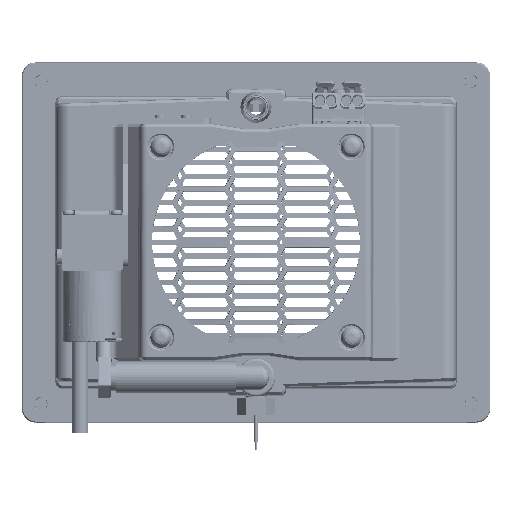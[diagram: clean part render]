
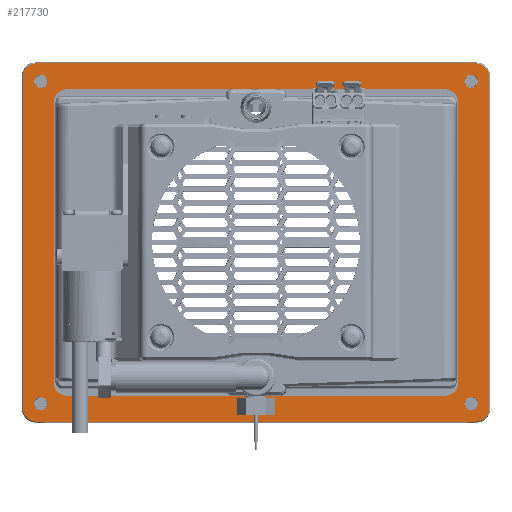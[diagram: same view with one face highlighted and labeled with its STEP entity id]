
A CAD part, top view. The second image highlights one B-rep face of the part: STEP entity #217730.
In plain terms, the highlighted face is planar.
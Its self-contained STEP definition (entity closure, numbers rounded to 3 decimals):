
#217249=CARTESIAN_POINT('',(82.5,62.25,0.));
#217250=DIRECTION('',(0.,0.,1.));
#217251=DIRECTION('',(1.,0.,0.));
#217252=AXIS2_PLACEMENT_3D('',#217249,#217250,#217251);
#217254=CARTESIAN_POINT('',(-82.5,62.25,0.));
#217255=DIRECTION('',(0.,0.,1.));
#217256=DIRECTION('',(0.,1.,0.));
#217257=AXIS2_PLACEMENT_3D('',#217254,#217255,#217256);
#217259=CARTESIAN_POINT('',(-82.5,-62.25,0.));
#217260=DIRECTION('',(0.,0.,1.));
#217261=DIRECTION('',(-1.,0.,0.));
#217262=AXIS2_PLACEMENT_3D('',#217259,#217260,#217261);
#217264=CARTESIAN_POINT('',(82.5,-62.25,0.));
#217265=DIRECTION('',(0.,0.,1.));
#217266=DIRECTION('',(0.,-1.,0.));
#217267=AXIS2_PLACEMENT_3D('',#217264,#217265,#217266);
#217269=CARTESIAN_POINT('',(-80.75,60.5,0.));
#217270=DIRECTION('',(0.,0.,-1.));
#217271=DIRECTION('',(-1.,0.,0.));
#217272=AXIS2_PLACEMENT_3D('',#217269,#217270,#217271);
#217274=CARTESIAN_POINT('',(-80.75,60.5,0.));
#217275=DIRECTION('',(0.,0.,-1.));
#217276=DIRECTION('',(1.,0.,0.));
#217277=AXIS2_PLACEMENT_3D('',#217274,#217275,#217276);
#217279=CARTESIAN_POINT('',(80.75,-60.5,0.));
#217280=DIRECTION('',(0.,0.,-1.));
#217281=DIRECTION('',(-1.,0.,0.));
#217282=AXIS2_PLACEMENT_3D('',#217279,#217280,#217281);
#217284=CARTESIAN_POINT('',(80.75,-60.5,0.));
#217285=DIRECTION('',(0.,0.,-1.));
#217286=DIRECTION('',(1.,0.,0.));
#217287=AXIS2_PLACEMENT_3D('',#217284,#217285,#217286);
#217289=CARTESIAN_POINT('',(-80.75,-60.5,0.));
#217290=DIRECTION('',(0.,0.,-1.));
#217291=DIRECTION('',(-1.,0.,0.));
#217292=AXIS2_PLACEMENT_3D('',#217289,#217290,#217291);
#217294=CARTESIAN_POINT('',(-80.75,-60.5,0.));
#217295=DIRECTION('',(0.,0.,-1.));
#217296=DIRECTION('',(1.,0.,0.));
#217297=AXIS2_PLACEMENT_3D('',#217294,#217295,#217296);
#217299=CARTESIAN_POINT('',(71.,52.5,0.));
#217300=DIRECTION('',(0.,0.,-1.));
#217301=DIRECTION('',(0.,1.,0.));
#217302=AXIS2_PLACEMENT_3D('',#217299,#217300,#217301);
#217304=CARTESIAN_POINT('',(71.,-52.5,0.));
#217305=DIRECTION('',(0.,0.,-1.));
#217306=DIRECTION('',(1.,0.,0.));
#217307=AXIS2_PLACEMENT_3D('',#217304,#217305,#217306);
#217309=CARTESIAN_POINT('',(-71.,-52.5,0.));
#217310=DIRECTION('',(0.,0.,-1.));
#217311=DIRECTION('',(0.,-1.,0.));
#217312=AXIS2_PLACEMENT_3D('',#217309,#217310,#217311);
#217314=CARTESIAN_POINT('',(-71.,52.5,0.));
#217315=DIRECTION('',(0.,0.,-1.));
#217316=DIRECTION('',(-1.,0.,0.));
#217317=AXIS2_PLACEMENT_3D('',#217314,#217315,#217316);
#217319=CARTESIAN_POINT('',(80.75,60.5,0.));
#217320=DIRECTION('',(0.,0.,-1.));
#217321=DIRECTION('',(-1.,0.,0.));
#217322=AXIS2_PLACEMENT_3D('',#217319,#217320,#217321);
#217324=CARTESIAN_POINT('',(80.75,60.5,0.));
#217325=DIRECTION('',(0.,0.,-1.));
#217326=DIRECTION('',(1.,0.,0.));
#217327=AXIS2_PLACEMENT_3D('',#217324,#217325,#217326);
#217337=DIRECTION('',(0.,-1.,0.));
#217338=VECTOR('',#217337,124.5);
#217339=CARTESIAN_POINT('',(87.5,62.25,0.));
#217340=LINE('',#217339,#217338);
#217349=DIRECTION('',(-1.,0.,0.));
#217350=VECTOR('',#217349,165.);
#217351=CARTESIAN_POINT('',(82.5,-67.25,0.));
#217352=LINE('',#217351,#217350);
#217361=DIRECTION('',(0.,1.,0.));
#217362=VECTOR('',#217361,124.5);
#217363=CARTESIAN_POINT('',(-87.5,-62.25,0.));
#217364=LINE('',#217363,#217362);
#217373=DIRECTION('',(1.,0.,0.));
#217374=VECTOR('',#217373,165.);
#217375=CARTESIAN_POINT('',(-82.5,67.25,0.));
#217376=LINE('',#217375,#217374);
#217513=DIRECTION('',(0.,1.,0.));
#217514=VECTOR('',#217513,105.);
#217515=CARTESIAN_POINT('',(76.,-52.5,0.));
#217516=LINE('',#217515,#217514);
#217525=DIRECTION('',(1.,0.,0.));
#217526=VECTOR('',#217525,142.);
#217527=CARTESIAN_POINT('',(-71.,-57.5,0.));
#217528=LINE('',#217527,#217526);
#217537=DIRECTION('',(0.,-1.,0.));
#217538=VECTOR('',#217537,105.);
#217539=CARTESIAN_POINT('',(-76.,52.5,0.));
#217540=LINE('',#217539,#217538);
#217549=DIRECTION('',(-1.,0.,0.));
#217550=VECTOR('',#217549,142.);
#217551=CARTESIAN_POINT('',(71.,57.5,0.));
#217552=LINE('',#217551,#217550);
#217569=CARTESIAN_POINT('',(87.5,62.25,0.));
#217570=CARTESIAN_POINT('',(82.5,67.25,0.));
#217571=VERTEX_POINT('',#217569);
#217572=VERTEX_POINT('',#217570);
#217573=CARTESIAN_POINT('',(-82.5,67.25,0.));
#217574=VERTEX_POINT('',#217573);
#217575=CARTESIAN_POINT('',(-87.5,62.25,0.));
#217576=VERTEX_POINT('',#217575);
#217577=CARTESIAN_POINT('',(-87.5,-62.25,0.));
#217578=VERTEX_POINT('',#217577);
#217579=CARTESIAN_POINT('',(-82.5,-67.25,0.));
#217580=VERTEX_POINT('',#217579);
#217581=CARTESIAN_POINT('',(82.5,-67.25,0.));
#217582=VERTEX_POINT('',#217581);
#217583=CARTESIAN_POINT('',(87.5,-62.25,0.));
#217584=VERTEX_POINT('',#217583);
#217585=CARTESIAN_POINT('',(-83.25,60.5,0.));
#217586=CARTESIAN_POINT('',(-78.25,60.5,0.));
#217587=VERTEX_POINT('',#217585);
#217588=VERTEX_POINT('',#217586);
#217589=CARTESIAN_POINT('',(78.25,-60.5,0.));
#217590=CARTESIAN_POINT('',(83.25,-60.5,0.));
#217591=VERTEX_POINT('',#217589);
#217592=VERTEX_POINT('',#217590);
#217593=CARTESIAN_POINT('',(-83.25,-60.5,0.));
#217594=CARTESIAN_POINT('',(-78.25,-60.5,0.));
#217595=VERTEX_POINT('',#217593);
#217596=VERTEX_POINT('',#217594);
#217597=CARTESIAN_POINT('',(71.,57.5,0.));
#217598=CARTESIAN_POINT('',(-71.,57.5,0.));
#217599=VERTEX_POINT('',#217597);
#217600=VERTEX_POINT('',#217598);
#217601=CARTESIAN_POINT('',(76.,52.5,0.));
#217602=VERTEX_POINT('',#217601);
#217603=CARTESIAN_POINT('',(76.,-52.5,0.));
#217604=VERTEX_POINT('',#217603);
#217605=CARTESIAN_POINT('',(71.,-57.5,0.));
#217606=VERTEX_POINT('',#217605);
#217607=CARTESIAN_POINT('',(-71.,-57.5,0.));
#217608=VERTEX_POINT('',#217607);
#217609=CARTESIAN_POINT('',(-76.,-52.5,0.));
#217610=VERTEX_POINT('',#217609);
#217611=CARTESIAN_POINT('',(-76.,52.5,0.));
#217612=VERTEX_POINT('',#217611);
#217613=CARTESIAN_POINT('',(78.25,60.5,0.));
#217614=CARTESIAN_POINT('',(83.25,60.5,0.));
#217615=VERTEX_POINT('',#217613);
#217616=VERTEX_POINT('',#217614);
#217665=CARTESIAN_POINT('',(0.,0.,0.));
#217666=DIRECTION('',(0.,0.,1.));
#217667=DIRECTION('',(1.,0.,0.));
#217668=AXIS2_PLACEMENT_3D('',#217665,#217666,#217667);
#217669=PLANE('',#217668);
#217671=ORIENTED_EDGE('',*,*,#217670,.T.);
#217673=ORIENTED_EDGE('',*,*,#217672,.F.);
#217675=ORIENTED_EDGE('',*,*,#217674,.T.);
#217677=ORIENTED_EDGE('',*,*,#217676,.F.);
#217679=ORIENTED_EDGE('',*,*,#217678,.T.);
#217681=ORIENTED_EDGE('',*,*,#217680,.F.);
#217683=ORIENTED_EDGE('',*,*,#217682,.T.);
#217685=ORIENTED_EDGE('',*,*,#217684,.F.);
#217686=EDGE_LOOP('',(#217671,#217673,#217675,#217677,#217679,#217681,#217683,
#217685));
#217687=FACE_OUTER_BOUND('',#217686,.F.);
#217689=ORIENTED_EDGE('',*,*,#217688,.T.);
#217691=ORIENTED_EDGE('',*,*,#217690,.T.);
#217692=EDGE_LOOP('',(#217689,#217691));
#217693=FACE_BOUND('',#217692,.F.);
#217695=ORIENTED_EDGE('',*,*,#217694,.T.);
#217697=ORIENTED_EDGE('',*,*,#217696,.T.);
#217698=EDGE_LOOP('',(#217695,#217697));
#217699=FACE_BOUND('',#217698,.F.);
#217701=ORIENTED_EDGE('',*,*,#217700,.T.);
#217703=ORIENTED_EDGE('',*,*,#217702,.T.);
#217704=EDGE_LOOP('',(#217701,#217703));
#217705=FACE_BOUND('',#217704,.F.);
#217707=ORIENTED_EDGE('',*,*,#217706,.F.);
#217709=ORIENTED_EDGE('',*,*,#217708,.T.);
#217711=ORIENTED_EDGE('',*,*,#217710,.F.);
#217713=ORIENTED_EDGE('',*,*,#217712,.T.);
#217715=ORIENTED_EDGE('',*,*,#217714,.F.);
#217717=ORIENTED_EDGE('',*,*,#217716,.T.);
#217719=ORIENTED_EDGE('',*,*,#217718,.F.);
#217721=ORIENTED_EDGE('',*,*,#217720,.T.);
#217722=EDGE_LOOP('',(#217707,#217709,#217711,#217713,#217715,#217717,#217719,
#217721));
#217723=FACE_BOUND('',#217722,.F.);
#217725=ORIENTED_EDGE('',*,*,#217724,.T.);
#217727=ORIENTED_EDGE('',*,*,#217726,.T.);
#217728=EDGE_LOOP('',(#217725,#217727));
#217729=FACE_BOUND('',#217728,.F.);
#217730=ADVANCED_FACE('',(#217687,#217693,#217699,#217705,#217723,#217729),
#217669,.F.);
#217253=CIRCLE('',#217252,5.);
#217258=CIRCLE('',#217257,5.);
#217263=CIRCLE('',#217262,5.);
#217268=CIRCLE('',#217267,5.);
#217273=CIRCLE('',#217272,2.5);
#217278=CIRCLE('',#217277,2.5);
#217283=CIRCLE('',#217282,2.5);
#217288=CIRCLE('',#217287,2.5);
#217293=CIRCLE('',#217292,2.5);
#217298=CIRCLE('',#217297,2.5);
#217303=CIRCLE('',#217302,5.);
#217308=CIRCLE('',#217307,5.);
#217313=CIRCLE('',#217312,5.);
#217318=CIRCLE('',#217317,5.);
#217323=CIRCLE('',#217322,2.5);
#217328=CIRCLE('',#217327,2.5);
#217670=EDGE_CURVE('',#217571,#217572,#217253,.T.);
#217672=EDGE_CURVE('',#217574,#217572,#217376,.T.);
#217674=EDGE_CURVE('',#217574,#217576,#217258,.T.);
#217676=EDGE_CURVE('',#217578,#217576,#217364,.T.);
#217678=EDGE_CURVE('',#217578,#217580,#217263,.T.);
#217680=EDGE_CURVE('',#217582,#217580,#217352,.T.);
#217682=EDGE_CURVE('',#217582,#217584,#217268,.T.);
#217684=EDGE_CURVE('',#217571,#217584,#217340,.T.);
#217688=EDGE_CURVE('',#217587,#217588,#217273,.T.);
#217690=EDGE_CURVE('',#217588,#217587,#217278,.T.);
#217694=EDGE_CURVE('',#217591,#217592,#217283,.T.);
#217696=EDGE_CURVE('',#217592,#217591,#217288,.T.);
#217700=EDGE_CURVE('',#217595,#217596,#217293,.T.);
#217702=EDGE_CURVE('',#217596,#217595,#217298,.T.);
#217706=EDGE_CURVE('',#217599,#217600,#217552,.T.);
#217708=EDGE_CURVE('',#217599,#217602,#217303,.T.);
#217710=EDGE_CURVE('',#217604,#217602,#217516,.T.);
#217712=EDGE_CURVE('',#217604,#217606,#217308,.T.);
#217714=EDGE_CURVE('',#217608,#217606,#217528,.T.);
#217716=EDGE_CURVE('',#217608,#217610,#217313,.T.);
#217718=EDGE_CURVE('',#217612,#217610,#217540,.T.);
#217720=EDGE_CURVE('',#217612,#217600,#217318,.T.);
#217724=EDGE_CURVE('',#217615,#217616,#217323,.T.);
#217726=EDGE_CURVE('',#217616,#217615,#217328,.T.);
